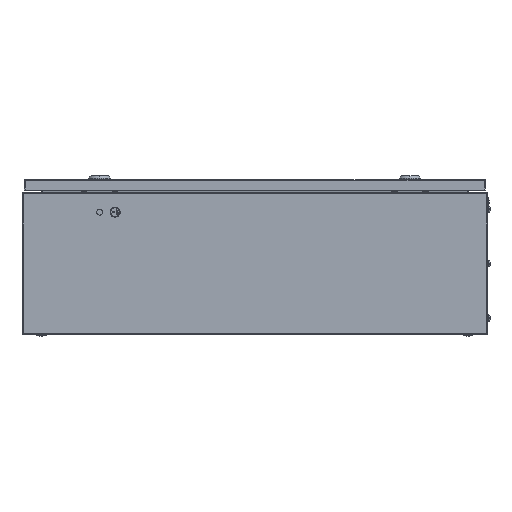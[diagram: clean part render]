
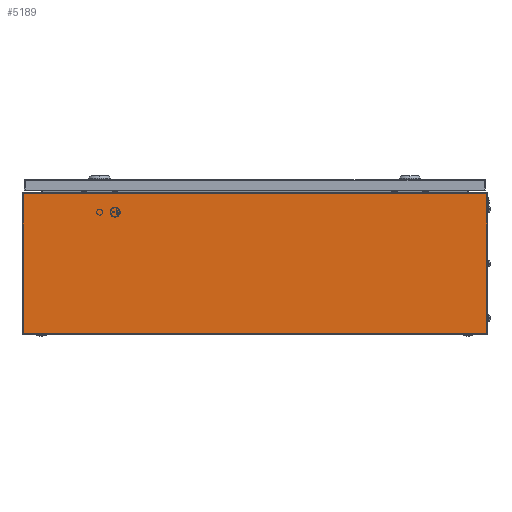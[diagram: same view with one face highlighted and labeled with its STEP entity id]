
A CAD part, left-side view. The second image highlights one B-rep face of the part: STEP entity #5189.
In plain terms, the highlighted planar face has unit normal (-1, 0, 0).
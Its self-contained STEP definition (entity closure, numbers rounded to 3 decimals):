
#519 = EDGE_CURVE ( 'NONE', #8729, #13421, #16904, .T. ) ;
#5189 = ADVANCED_FACE ( 'NONE', ( #71185 ), #35650, .F. ) ;
#5560 = CARTESIAN_POINT ( 'NONE',  ( 0., 600., 0. ) ) ;
#6405 = LINE ( 'NONE', #42223, #42959 ) ;
#7909 = DIRECTION ( 'NONE',  ( 0., 0., -1. ) ) ;
#8729 = VERTEX_POINT ( 'NONE', #25369 ) ;
#9909 = EDGE_CURVE ( 'NONE', #13421, #24523, #61659, .T. ) ;
#10400 = CARTESIAN_POINT ( 'NONE',  ( 0., 0., 0. ) ) ;
#11990 = ORIENTED_EDGE ( 'NONE', *, *, #63849, .F. ) ;
#12133 = VERTEX_POINT ( 'NONE', #12847 ) ;
#12847 = CARTESIAN_POINT ( 'NONE',  ( 0., 0., 183. ) ) ;
#13421 = VERTEX_POINT ( 'NONE', #5560 ) ;
#13600 = DIRECTION ( 'NONE',  ( 0., -1., 0. ) ) ;
#16904 = LINE ( 'NONE', #39749, #70480 ) ;
#18882 = EDGE_CURVE ( 'NONE', #8729, #12133, #64510, .T. ) ;
#19926 = VECTOR ( 'NONE', #33268, 1000. ) ;
#24523 = VERTEX_POINT ( 'NONE', #56997 ) ;
#25369 = CARTESIAN_POINT ( 'NONE',  ( 0., 600., 183. ) ) ;
#32947 = VECTOR ( 'NONE', #13600, 1000. ) ;
#33268 = DIRECTION ( 'NONE',  ( 0., -1., 0. ) ) ;
#35650 = PLANE ( 'NONE',  #63073 ) ;
#39749 = CARTESIAN_POINT ( 'NONE',  ( 0., 600., 183. ) ) ;
#42223 = CARTESIAN_POINT ( 'NONE',  ( 0., 0., 183. ) ) ;
#42617 = ORIENTED_EDGE ( 'NONE', *, *, #9909, .T. ) ;
#42959 = VECTOR ( 'NONE', #65013, 1000. ) ;
#47436 = EDGE_LOOP ( 'NONE', ( #42617, #11990, #70060, #52312 ) ) ;
#47659 = CARTESIAN_POINT ( 'NONE',  ( 0., 0., 183. ) ) ;
#52312 = ORIENTED_EDGE ( 'NONE', *, *, #519, .T. ) ;
#56997 = CARTESIAN_POINT ( 'NONE',  ( 0., 0., 0. ) ) ;
#59165 = CARTESIAN_POINT ( 'NONE',  ( 0., 0., 183. ) ) ;
#59530 = DIRECTION ( 'NONE',  ( 1., 0., 0. ) ) ;
#61659 = LINE ( 'NONE', #10400, #19926 ) ;
#62543 = DIRECTION ( 'NONE',  ( 0., 0., -1. ) ) ;
#63073 = AXIS2_PLACEMENT_3D ( 'NONE', #59165, #59530, #7909 ) ;
#63849 = EDGE_CURVE ( 'NONE', #12133, #24523, #6405, .T. ) ;
#64510 = LINE ( 'NONE', #47659, #32947 ) ;
#65013 = DIRECTION ( 'NONE',  ( 0., 0., -1. ) ) ;
#70060 = ORIENTED_EDGE ( 'NONE', *, *, #18882, .F. ) ;
#70480 = VECTOR ( 'NONE', #62543, 1000. ) ;
#71185 = FACE_OUTER_BOUND ( 'NONE', #47436, .T. ) ;
